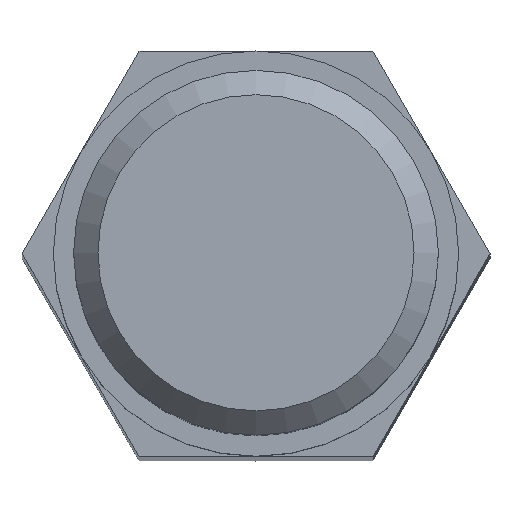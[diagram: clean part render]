
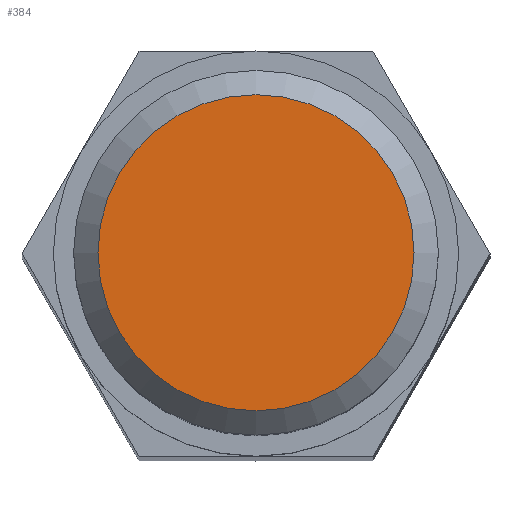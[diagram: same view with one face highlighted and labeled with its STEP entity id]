
A CAD part, top view. The second image highlights one B-rep face of the part: STEP entity #384.
In plain terms, the highlighted planar face has unit normal (0, 0, 1).
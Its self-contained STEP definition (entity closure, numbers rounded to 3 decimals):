
#129 = DIRECTION ( 'NONE',  ( -1., 0., 0. ) ) ;
#212 = PLANE ( 'NONE',  #699 ) ;
#384 = ADVANCED_FACE ( 'NONE', ( #991 ), #212, .F. ) ;
#392 = VERTEX_POINT ( 'NONE', #743 ) ;
#393 = CARTESIAN_POINT ( 'NONE',  ( 0., 0., 230. ) ) ;
#551 = ORIENTED_EDGE ( 'NONE', *, *, #695, .T. ) ;
#555 = CARTESIAN_POINT ( 'NONE',  ( 0., 0., 230. ) ) ;
#695 = EDGE_CURVE ( 'NONE', #392, #392, #1048, .T. ) ;
#699 = AXIS2_PLACEMENT_3D ( 'NONE', #555, #904, #129 ) ;
#743 = CARTESIAN_POINT ( 'NONE',  ( -19.5, 0., 230. ) ) ;
#744 = DIRECTION ( 'NONE',  ( 0., 0., 1. ) ) ;
#903 = AXIS2_PLACEMENT_3D ( 'NONE', #393, #744, #1088 ) ;
#904 = DIRECTION ( 'NONE',  ( 0., 0., -1. ) ) ;
#936 = EDGE_LOOP ( 'NONE', ( #551 ) ) ;
#991 = FACE_OUTER_BOUND ( 'NONE', #936, .T. ) ;
#1048 = CIRCLE ( 'NONE', #903, 19.5 ) ;
#1088 = DIRECTION ( 'NONE',  ( -1., 0., 0. ) ) ;
